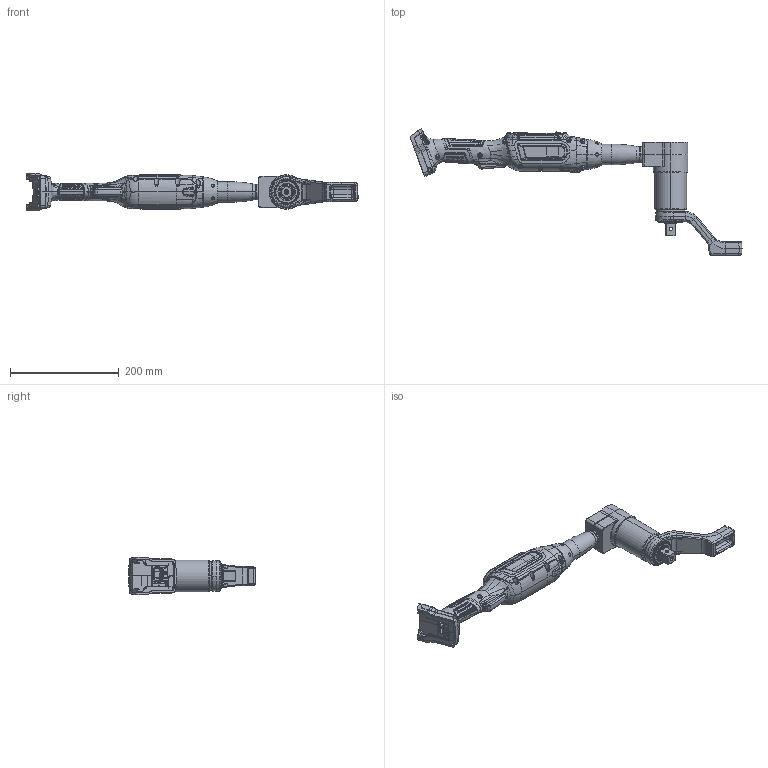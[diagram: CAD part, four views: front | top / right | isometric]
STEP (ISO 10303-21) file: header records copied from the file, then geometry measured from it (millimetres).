
FILE_DESCRIPTION (( 'STEP AP214' ), '1' );
FILE_NAME ('CLECO - CELLCORE HT RIGHT ANGLE - #CCBAWN225NB6.STEP', '2020-10-29T15:44:11', ( 'W7Admin' ), ( 'Apex Tool Group, LLC' ), 'SwSTEP 2.0', 'SolidWorks 2019', '' );
FILE_SCHEMA (( 'AUTOMOTIVE_DESIGN' ));
Length unit declared in the file: millimetre
Products named in the file (1): CLECO - CELLCORE HT RIGHT ANGLE - #CCBAWN225NB6
Bounding box: 610.73 x 233.01 x 69.65 mm (x, y, z)
Surface area: 193413.1 mm2 (no closed solid volume)
Topology: 0 solids, 284 shells, 3361 faces, 13029 edges, 9556 vertices
Faces by surface type: bspline 1830, cylinder 707, plane 533, cone 269, torus 22
Entity records: 293756 total; most frequent: CARTESIAN_POINT 173707, ORIENTED_EDGE 18682, EDGE_CURVE 12949, DIRECTION 10042, VERTEX_POINT 9555, B_SPLINE_CURVE_WITH_KNOTS 7117, EDGE_LOOP 3577, AXIS2_PLACEMENT_3D 3491
